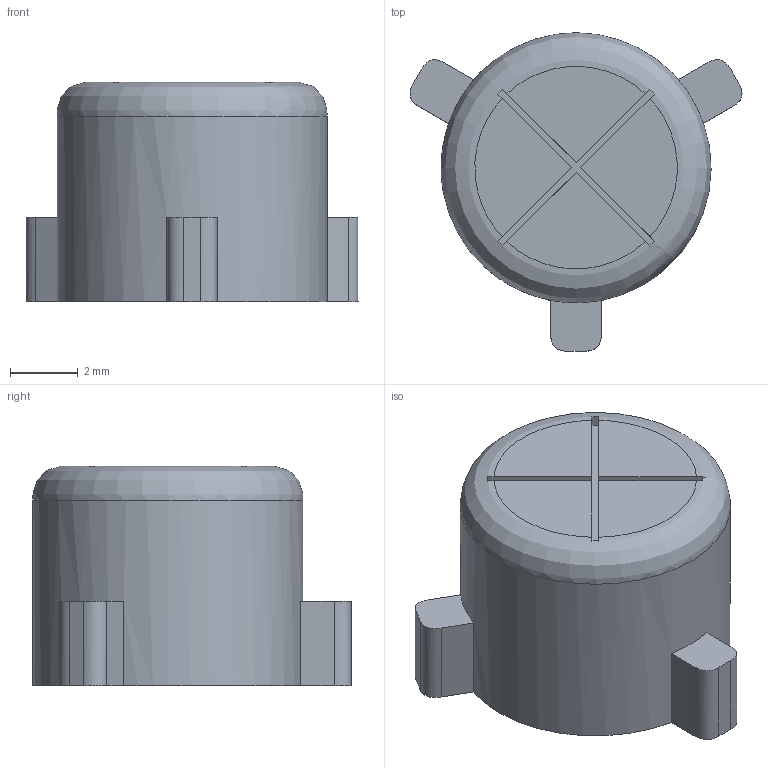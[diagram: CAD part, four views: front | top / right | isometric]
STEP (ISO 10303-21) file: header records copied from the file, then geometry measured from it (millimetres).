
FILE_DESCRIPTION(/* description */ ('STEP AP242','CAx-IF Rec.Pracs.---Representation and Presentation of Product Manufacturing Information (PMI)---4.0---2014-10-13','CAx-IF Rec.Pracs.---3D Tessellated Geometry---0.4---2014-09-14','2;1'),/* implementation_level */ '2;1');
FILE_NAME(/* name */ '68fbd83d35270e7b9cae827e',/* time_stamp */ '2025-10-24T19:49:18Z',/* author */ (''),/* organization */ (''),/* preprocessor_version */ 'ST-DEVELOPER v20',/* originating_system */ 'ONSHAPE BY PTC INC, 1.205',/* authorisation */ ' ');
FILE_SCHEMA (('AP242_MANAGED_MODEL_BASED_3D_ENGINEERING_MIM_LF { 1 0 10303 442 1 1 4 }'));
Length unit declared in the file: metre
Products named in the file (1): Part 1
Bounding box: 9.83 x 9.43 x 6.5 mm (x, y, z)
Volume: 337.7 mm3; surface area: 293.9 mm2
Topology: 1 solids, 1 shells, 38 faces, 107 edges, 71 vertices
Faces by surface type: plane 30, bspline 7, cylinder 1
Full cylindrical faces by diameter (mm): 8 x1
Entity records: 1566 total; most frequent: CARTESIAN_POINT 677, ORIENTED_EDGE 206, DIRECTION 132, EDGE_CURVE 103, VERTEX_POINT 69, LINE 56, VECTOR 56, B_SPLINE_CURVE_WITH_KNOTS 41
